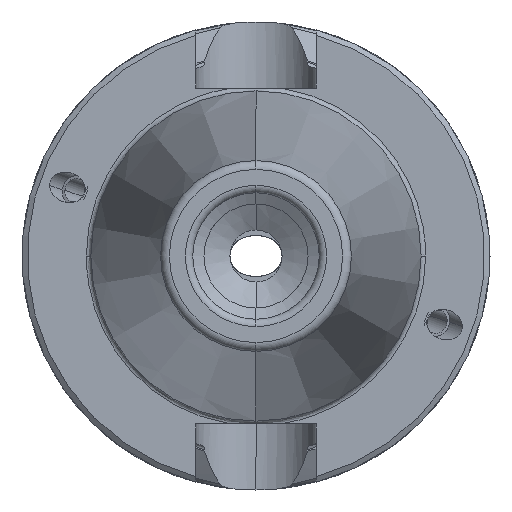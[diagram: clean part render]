
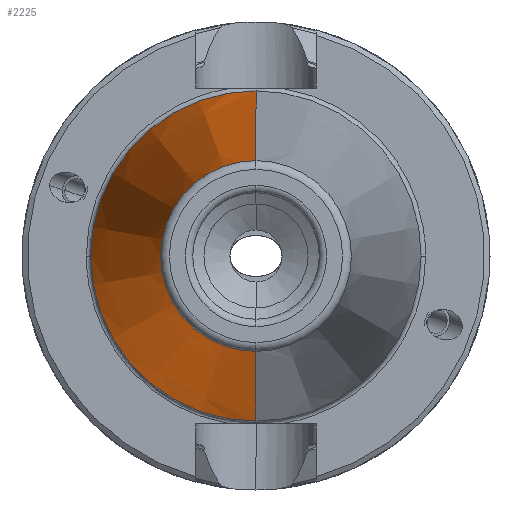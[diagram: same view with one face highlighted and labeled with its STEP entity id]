
A CAD part, left-side view. The second image highlights one B-rep face of the part: STEP entity #2225.
In plain terms, the highlighted conical face has half-angle 8.297 degrees and reference radius 22.225 mm.
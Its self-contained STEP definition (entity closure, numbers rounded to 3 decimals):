
#41 = CARTESIAN_POINT ( 'NONE',  ( 65.4, 0., 0. ) ) ;
#329 = CARTESIAN_POINT ( 'NONE',  ( 65.4, 0., 0. ) ) ;
#331 = VERTEX_POINT ( 'NONE', #6356 ) ;
#486 = CIRCLE ( 'NONE', #4132, 12.837 ) ;
#758 = EDGE_CURVE ( 'NONE', #3821, #331, #486, .T. ) ;
#823 = VECTOR ( 'NONE', #2987, 1000. ) ;
#873 = EDGE_CURVE ( 'NONE', #3821, #2192, #4102, .T. ) ;
#1059 = VECTOR ( 'NONE', #4013, 1000. ) ;
#1243 = ORIENTED_EDGE ( 'NONE', *, *, #4799, .T. ) ;
#1308 = DIRECTION ( 'NONE',  ( -1., 0., 0. ) ) ;
#1497 = CARTESIAN_POINT ( 'NONE',  ( 1.027, 0., 0. ) ) ;
#1603 = DIRECTION ( 'NONE',  ( 0., 0., -1. ) ) ;
#1952 = EDGE_CURVE ( 'NONE', #331, #4971, #2027, .T. ) ;
#2027 = LINE ( 'NONE', #6424, #823 ) ;
#2192 = VERTEX_POINT ( 'NONE', #5493 ) ;
#2225 = ADVANCED_FACE ( 'NONE', ( #5064 ), #4069, .T. ) ;
#2448 = DIRECTION ( 'NONE',  ( 0., -1., 0. ) ) ;
#2987 = DIRECTION ( 'NONE',  ( 0.99, 0., 0.144 ) ) ;
#2990 = CARTESIAN_POINT ( 'NONE',  ( 1.027, 0., -12.837 ) ) ;
#3128 = AXIS2_PLACEMENT_3D ( 'NONE', #41, #1308, #2448 ) ;
#3821 = VERTEX_POINT ( 'NONE', #2990 ) ;
#4013 = DIRECTION ( 'NONE',  ( 0.99, 0., -0.144 ) ) ;
#4069 = CONICAL_SURFACE ( 'NONE', #6714, 22.225, 0.145 ) ;
#4102 = LINE ( 'NONE', #7502, #1059 ) ;
#4132 = AXIS2_PLACEMENT_3D ( 'NONE', #1497, #5101, #1603 ) ;
#4799 = EDGE_CURVE ( 'NONE', #4971, #2192, #6629, .T. ) ;
#4971 = VERTEX_POINT ( 'NONE', #6659 ) ;
#5064 = FACE_OUTER_BOUND ( 'NONE', #5993, .T. ) ;
#5101 = DIRECTION ( 'NONE',  ( 1., 0., 0. ) ) ;
#5493 = CARTESIAN_POINT ( 'NONE',  ( 65.4, 0., -22.225 ) ) ;
#5993 = EDGE_LOOP ( 'NONE', ( #6366, #6405, #1243, #7343 ) ) ;
#6134 = DIRECTION ( 'NONE',  ( 0., 0., -1. ) ) ;
#6356 = CARTESIAN_POINT ( 'NONE',  ( 1.027, 0., 12.837 ) ) ;
#6366 = ORIENTED_EDGE ( 'NONE', *, *, #758, .T. ) ;
#6405 = ORIENTED_EDGE ( 'NONE', *, *, #1952, .T. ) ;
#6424 = CARTESIAN_POINT ( 'NONE',  ( 65.4, 0., 22.225 ) ) ;
#6629 = CIRCLE ( 'NONE', #3128, 22.225 ) ;
#6659 = CARTESIAN_POINT ( 'NONE',  ( 65.4, 0., 22.225 ) ) ;
#6714 = AXIS2_PLACEMENT_3D ( 'NONE', #329, #6763, #6134 ) ;
#6763 = DIRECTION ( 'NONE',  ( 1., 0., 0. ) ) ;
#7343 = ORIENTED_EDGE ( 'NONE', *, *, #873, .F. ) ;
#7502 = CARTESIAN_POINT ( 'NONE',  ( 65.4, 0., -22.225 ) ) ;
